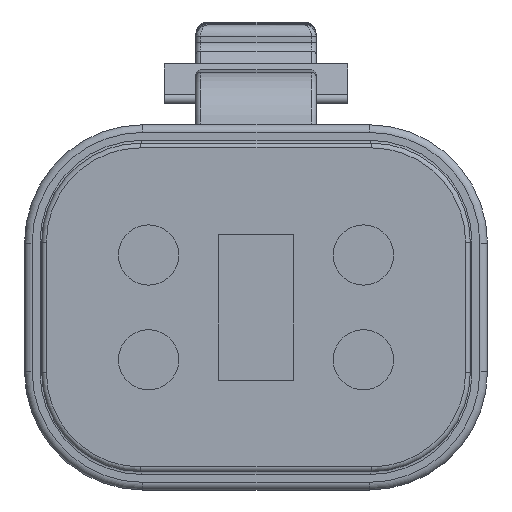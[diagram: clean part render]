
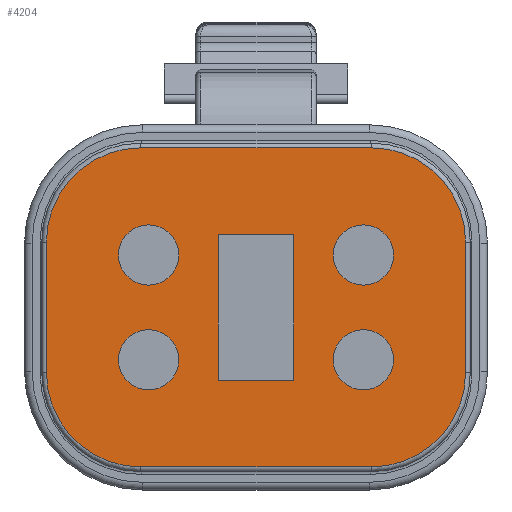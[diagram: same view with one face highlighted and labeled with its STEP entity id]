
A CAD part, front view. The second image highlights one B-rep face of the part: STEP entity #4204.
In plain terms, the highlighted planar face has unit normal (0, -1, 0).
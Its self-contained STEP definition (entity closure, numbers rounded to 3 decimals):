
#851=PLANE('',#16880);
#2467=LINE('',#33420,#3247);
#2470=LINE('',#33426,#3250);
#2472=LINE('',#33430,#3252);
#2474=LINE('',#33434,#3254);
#2475=LINE('',#33436,#3255);
#2476=LINE('',#33441,#3256);
#2477=LINE('',#33445,#3257);
#2478=LINE('',#33449,#3258);
#3247=VECTOR('',#21230,1.);
#3250=VECTOR('',#21235,1.);
#3252=VECTOR('',#21239,1.);
#3254=VECTOR('',#21243,1.);
#3255=VECTOR('',#21246,1.);
#3256=VECTOR('',#21249,1.);
#3257=VECTOR('',#21252,1.);
#3258=VECTOR('',#21255,1.);
#4204=ADVANCED_FACE('',(#4918,#4919,#4920,#4921,#4922,#4923),#851,.F.);
#4918=FACE_BOUND('',#5950,.T.);
#4919=FACE_BOUND('',#5951,.T.);
#4920=FACE_BOUND('',#5952,.T.);
#4921=FACE_BOUND('',#5953,.T.);
#4922=FACE_BOUND('',#5954,.T.);
#4923=FACE_BOUND('',#5955,.T.);
#5950=EDGE_LOOP('',(#10282,#10283,#10284,#10285,#10286,#10287,#10288,#10289));
#5951=EDGE_LOOP('',(#10290,#10291,#10292,#10293));
#5952=EDGE_LOOP('',(#10294));
#5953=EDGE_LOOP('',(#10295));
#5954=EDGE_LOOP('',(#10296));
#5955=EDGE_LOOP('',(#10297));
#10282=ORIENTED_EDGE('',*,*,#13968,.T.);
#10283=ORIENTED_EDGE('',*,*,#13969,.T.);
#10284=ORIENTED_EDGE('',*,*,#13970,.T.);
#10285=ORIENTED_EDGE('',*,*,#13971,.T.);
#10286=ORIENTED_EDGE('',*,*,#13972,.T.);
#10287=ORIENTED_EDGE('',*,*,#13973,.T.);
#10288=ORIENTED_EDGE('',*,*,#13974,.T.);
#10289=ORIENTED_EDGE('',*,*,#13975,.T.);
#10290=ORIENTED_EDGE('',*,*,#13967,.F.);
#10291=ORIENTED_EDGE('',*,*,#13965,.F.);
#10292=ORIENTED_EDGE('',*,*,#13963,.F.);
#10293=ORIENTED_EDGE('',*,*,#13960,.F.);
#10294=ORIENTED_EDGE('',*,*,#13959,.F.);
#10295=ORIENTED_EDGE('',*,*,#13958,.F.);
#10296=ORIENTED_EDGE('',*,*,#13957,.F.);
#10297=ORIENTED_EDGE('',*,*,#13956,.F.);
#11766=VERTEX_POINT('',#33409);
#11767=VERTEX_POINT('',#33412);
#11768=VERTEX_POINT('',#33415);
#11769=VERTEX_POINT('',#33418);
#11770=VERTEX_POINT('',#33421);
#11771=VERTEX_POINT('',#33422);
#11772=VERTEX_POINT('',#33427);
#11773=VERTEX_POINT('',#33431);
#11774=VERTEX_POINT('',#33437);
#11775=VERTEX_POINT('',#33438);
#11776=VERTEX_POINT('',#33440);
#11777=VERTEX_POINT('',#33442);
#11778=VERTEX_POINT('',#33444);
#11779=VERTEX_POINT('',#33446);
#11780=VERTEX_POINT('',#33448);
#11781=VERTEX_POINT('',#33450);
#13956=EDGE_CURVE('',#11766,#11766,#15058,.T.);
#13957=EDGE_CURVE('',#11767,#11767,#15059,.T.);
#13958=EDGE_CURVE('',#11768,#11768,#15060,.T.);
#13959=EDGE_CURVE('',#11769,#11769,#15061,.T.);
#13960=EDGE_CURVE('',#11770,#11771,#2467,.T.);
#13963=EDGE_CURVE('',#11771,#11772,#2470,.T.);
#13965=EDGE_CURVE('',#11772,#11773,#2472,.T.);
#13967=EDGE_CURVE('',#11773,#11770,#2474,.T.);
#13968=EDGE_CURVE('',#11774,#11775,#2475,.T.);
#13969=EDGE_CURVE('',#11775,#11776,#15062,.T.);
#13970=EDGE_CURVE('',#11776,#11777,#2476,.T.);
#13971=EDGE_CURVE('',#11777,#11778,#15063,.T.);
#13972=EDGE_CURVE('',#11778,#11779,#2477,.T.);
#13973=EDGE_CURVE('',#11779,#11780,#15064,.T.);
#13974=EDGE_CURVE('',#11780,#11781,#2478,.T.);
#13975=EDGE_CURVE('',#11781,#11774,#15065,.T.);
#15058=CIRCLE('',#16864,1.28);
#15059=CIRCLE('',#16866,1.28);
#15060=CIRCLE('',#16868,1.28);
#15061=CIRCLE('',#16870,1.28);
#15062=CIRCLE('',#16876,4.);
#15063=CIRCLE('',#16877,4.);
#15064=CIRCLE('',#16878,4.);
#15065=CIRCLE('',#16879,4.);
#16864=AXIS2_PLACEMENT_3D('',#33408,#21214,#21215);
#16866=AXIS2_PLACEMENT_3D('',#33411,#21218,#21219);
#16868=AXIS2_PLACEMENT_3D('',#33414,#21222,#21223);
#16870=AXIS2_PLACEMENT_3D('',#33417,#21226,#21227);
#16876=AXIS2_PLACEMENT_3D('',#33439,#21247,#21248);
#16877=AXIS2_PLACEMENT_3D('',#33443,#21250,#21251);
#16878=AXIS2_PLACEMENT_3D('',#33447,#21253,#21254);
#16879=AXIS2_PLACEMENT_3D('',#33451,#21256,#21257);
#16880=AXIS2_PLACEMENT_3D('',#33452,#21258,#21259);
#21214=DIRECTION('',(0.,-1.,0.));
#21215=DIRECTION('',(1.,0.,0.));
#21218=DIRECTION('',(0.,-1.,0.));
#21219=DIRECTION('',(1.,0.,0.));
#21222=DIRECTION('',(0.,-1.,0.));
#21223=DIRECTION('',(1.,0.,0.));
#21226=DIRECTION('',(0.,-1.,0.));
#21227=DIRECTION('',(1.,0.,0.));
#21230=DIRECTION('',(0.,0.,1.));
#21235=DIRECTION('',(-1.,0.,0.));
#21239=DIRECTION('',(0.,0.,-1.));
#21243=DIRECTION('',(1.,0.,0.));
#21246=DIRECTION('',(-1.,0.,0.));
#21247=DIRECTION('',(0.,-1.,0.));
#21248=DIRECTION('',(0.,0.,1.));
#21249=DIRECTION('',(0.,0.,-1.));
#21250=DIRECTION('',(0.,-1.,0.));
#21251=DIRECTION('',(0.,0.,1.));
#21252=DIRECTION('',(1.,0.,0.));
#21253=DIRECTION('',(0.,-1.,0.));
#21254=DIRECTION('',(0.,0.,1.));
#21255=DIRECTION('',(0.,0.,1.));
#21256=DIRECTION('',(0.,-1.,0.));
#21257=DIRECTION('',(0.,0.,1.));
#21258=DIRECTION('',(0.,1.,0.));
#21259=DIRECTION('',(0.,0.,1.));
#33408=CARTESIAN_POINT('',(4.56,0.,-2.225));
#33409=CARTESIAN_POINT('',(5.84,0.,-2.225));
#33411=CARTESIAN_POINT('',(-4.56,0.,-2.225));
#33412=CARTESIAN_POINT('',(-3.28,0.,-2.225));
#33414=CARTESIAN_POINT('',(-4.56,0.,2.225));
#33415=CARTESIAN_POINT('',(-3.28,0.,2.225));
#33417=CARTESIAN_POINT('',(4.56,0.,2.225));
#33418=CARTESIAN_POINT('',(5.84,0.,2.225));
#33420=CARTESIAN_POINT('',(1.6,0.,-3.1));
#33421=CARTESIAN_POINT('',(1.6,0.,-3.1));
#33422=CARTESIAN_POINT('',(1.6,0.,3.1));
#33426=CARTESIAN_POINT('',(1.6,0.,3.1));
#33427=CARTESIAN_POINT('',(-1.6,0.,3.1));
#33430=CARTESIAN_POINT('',(-1.6,0.,3.1));
#33431=CARTESIAN_POINT('',(-1.6,0.,-3.1));
#33434=CARTESIAN_POINT('',(-1.6,0.,-3.1));
#33436=CARTESIAN_POINT('',(-4.9,0.,6.775));
#33437=CARTESIAN_POINT('',(4.9,0.,6.775));
#33438=CARTESIAN_POINT('',(-4.9,0.,6.775));
#33439=CARTESIAN_POINT('',(-4.9,0.,2.775));
#33440=CARTESIAN_POINT('',(-8.9,0.,2.775));
#33441=CARTESIAN_POINT('',(-8.9,0.,-2.775));
#33442=CARTESIAN_POINT('',(-8.9,0.,-2.775));
#33443=CARTESIAN_POINT('',(-4.9,0.,-2.775));
#33444=CARTESIAN_POINT('',(-4.9,0.,-6.775));
#33445=CARTESIAN_POINT('',(4.9,0.,-6.775));
#33446=CARTESIAN_POINT('',(4.9,0.,-6.775));
#33447=CARTESIAN_POINT('',(4.9,0.,-2.775));
#33448=CARTESIAN_POINT('',(8.9,0.,-2.775));
#33449=CARTESIAN_POINT('',(8.9,0.,2.775));
#33450=CARTESIAN_POINT('',(8.9,0.,2.775));
#33451=CARTESIAN_POINT('',(4.9,0.,2.775));
#33452=CARTESIAN_POINT('',(4.9,0.,2.775));
